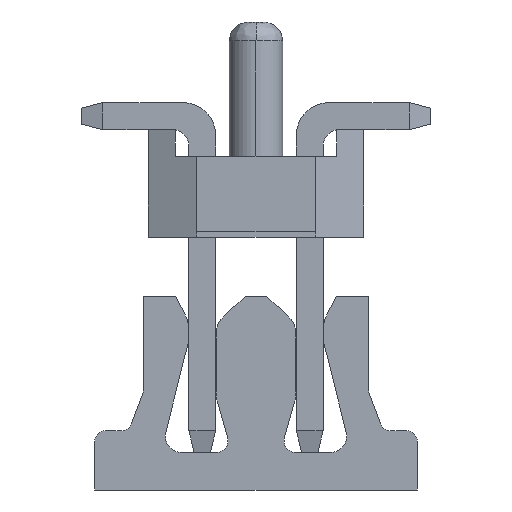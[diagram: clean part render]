
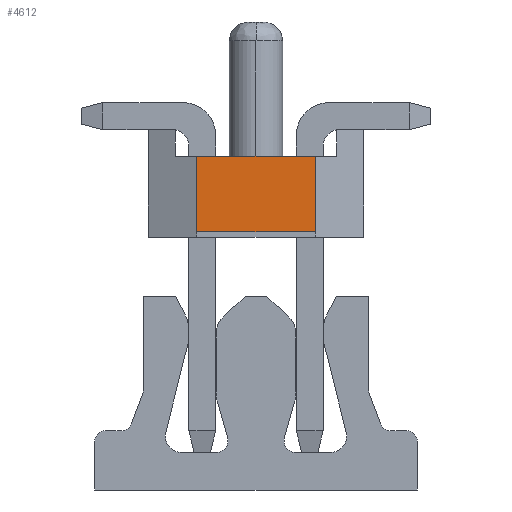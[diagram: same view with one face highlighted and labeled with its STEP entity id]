
A CAD part, front view. The second image highlights one B-rep face of the part: STEP entity #4612.
In plain terms, the highlighted planar face has unit normal (0, -1, 0).
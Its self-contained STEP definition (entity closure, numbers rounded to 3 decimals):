
#13=DIRECTION('',(-1.,0.,0.));
#14=VECTOR('',#13,2.2);
#15=CARTESIAN_POINT('',(1.1,-1.,-1.9));
#16=LINE('',#15,#14);
#17=DIRECTION('',(0.,0.,1.));
#18=VECTOR('',#17,1.4);
#19=CARTESIAN_POINT('',(-1.1,-1.,-1.9));
#20=LINE('',#19,#18);
#29=DIRECTION('',(0.,0.,1.));
#30=VECTOR('',#29,1.4);
#31=CARTESIAN_POINT('',(1.1,-1.,-1.9));
#32=LINE('',#31,#30);
#205=DIRECTION('',(-1.,0.,0.));
#206=VECTOR('',#205,2.2);
#207=CARTESIAN_POINT('',(1.1,-1.,-0.5));
#208=LINE('',#207,#206);
#3517=CARTESIAN_POINT('',(1.1,-1.,-1.9));
#3518=CARTESIAN_POINT('',(-1.1,-1.,-1.9));
#3519=VERTEX_POINT('',#3517);
#3520=VERTEX_POINT('',#3518);
#3521=CARTESIAN_POINT('',(-1.1,-1.,-0.5));
#3522=VERTEX_POINT('',#3521);
#3523=CARTESIAN_POINT('',(1.1,-1.,-0.5));
#3524=VERTEX_POINT('',#3523);
#4597=CARTESIAN_POINT('',(0.,-1.,0.));
#4598=DIRECTION('',(0.,1.,0.));
#4599=DIRECTION('',(1.,0.,0.));
#4600=AXIS2_PLACEMENT_3D('',#4597,#4598,#4599);
#4601=PLANE('',#4600);
#4603=ORIENTED_EDGE('',*,*,#4602,.T.);
#4605=ORIENTED_EDGE('',*,*,#4604,.T.);
#4607=ORIENTED_EDGE('',*,*,#4606,.F.);
#4609=ORIENTED_EDGE('',*,*,#4608,.F.);
#4610=EDGE_LOOP('',(#4603,#4605,#4607,#4609));
#4611=FACE_OUTER_BOUND('',#4610,.F.);
#4602=EDGE_CURVE('',#3519,#3520,#16,.T.);
#4604=EDGE_CURVE('',#3520,#3522,#20,.T.);
#4606=EDGE_CURVE('',#3524,#3522,#208,.T.);
#4608=EDGE_CURVE('',#3519,#3524,#32,.T.);
#4612=ADVANCED_FACE('',(#4611),#4601,.F.);
